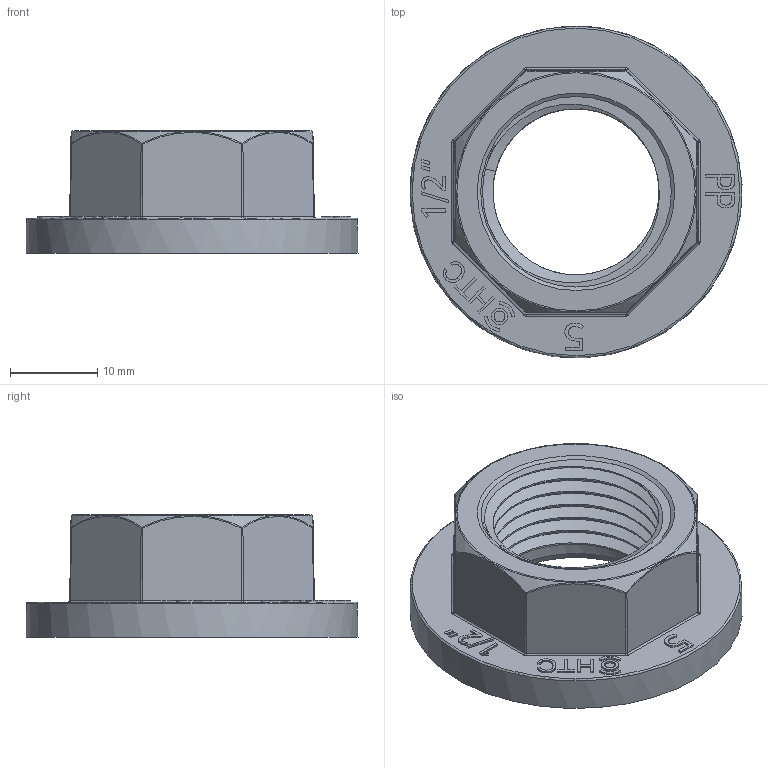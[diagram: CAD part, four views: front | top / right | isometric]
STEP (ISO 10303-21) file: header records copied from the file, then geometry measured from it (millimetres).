
FILE_DESCRIPTION(/* description */ (''),/* implementation_level */ '2;1');
FILE_NAME(/* name */ '1-2螺帽.stp',/* time_stamp */ '2025-09-26T17:00:39+08:00',/* author */ (''),/* organization */ (''),/* preprocessor_version */ 'ST-DEVELOPER v16.7',/* originating_system */ 'SIEMENS PLM Software NX 12.0',/* authorisation */ '');
FILE_SCHEMA (('AUTOMOTIVE_DESIGN { 1 0 10303 214 3 1 1 1 }'));
Length unit declared in the file: millimetre
Products named in the file (1): Admi2DF820695cu8
Bounding box: 37.96 x 37.96 x 14 mm (x, y, z)
Volume: 6248.5 mm3; surface area: 4484.5 mm2
Topology: 1 solids, 1 shells, 254 faces, 645 edges, 420 vertices
Faces by surface type: plane 115, bspline 54, extrusion 49, cone 19, cylinder 15, torus 2
Full cylindrical faces by diameter (mm): 1.248 x1, 1.929 x1, 21.4 x6, 21.794 x1
Entity records: 11447 total; most frequent: CARTESIAN_POINT 6258, ORIENTED_EDGE 1224, DIRECTION 726, EDGE_CURVE 612, VERTEX_POINT 403, B_SPLINE_CURVE_WITH_KNOTS 366, EDGE_LOOP 287, VECTOR 256
